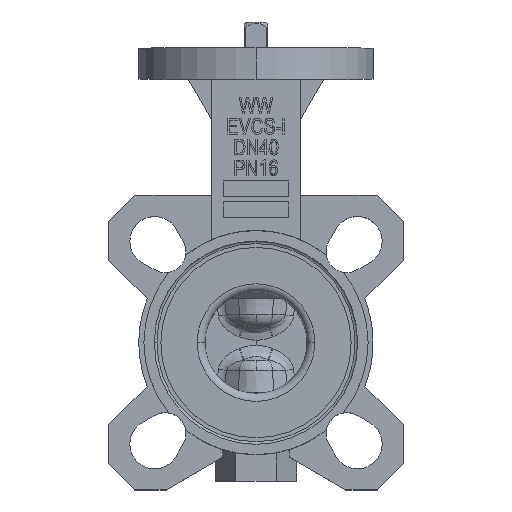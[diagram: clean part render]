
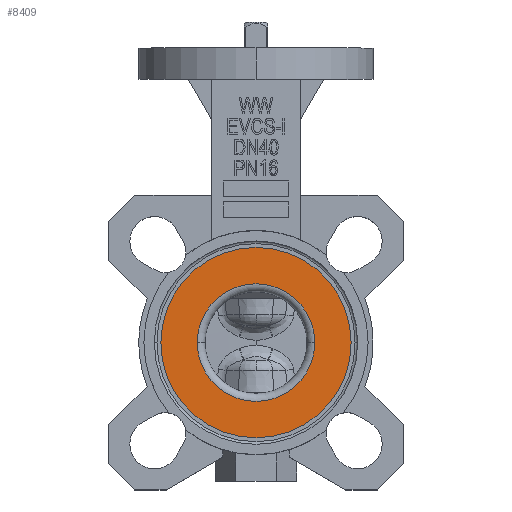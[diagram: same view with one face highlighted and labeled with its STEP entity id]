
A CAD part, top view. The second image highlights one B-rep face of the part: STEP entity #8409.
In plain terms, the highlighted planar face has unit normal (0, 0, 1).
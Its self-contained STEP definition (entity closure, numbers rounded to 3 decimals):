
#1055 = CIRCLE ( 'NONE', #19148, 22.55 ) ;
#1319 = EDGE_CURVE ( 'NONE', #3043, #4741, #3524, .T. ) ;
#1511 = CARTESIAN_POINT ( 'NONE',  ( 0., 0., 17.5 ) ) ;
#1703 = CARTESIAN_POINT ( 'NONE',  ( 36.5, 0., 17.5 ) ) ;
#1852 = AXIS2_PLACEMENT_3D ( 'NONE', #8165, #13814, #2623 ) ;
#2275 = ORIENTED_EDGE ( 'NONE', *, *, #4939, .T. ) ;
#2370 = ORIENTED_EDGE ( 'NONE', *, *, #1319, .F. ) ;
#2479 = PLANE ( 'NONE',  #8140 ) ;
#2610 = DIRECTION ( 'NONE',  ( 0., 0., 1. ) ) ;
#2623 = DIRECTION ( 'NONE',  ( 1., 0., 0. ) ) ;
#3043 = VERTEX_POINT ( 'NONE', #14069 ) ;
#3113 = EDGE_LOOP ( 'NONE', ( #2370, #8723 ) ) ;
#3505 = EDGE_CURVE ( 'NONE', #4741, #3043, #1055, .T. ) ;
#3524 = CIRCLE ( 'NONE', #18503, 22.55 ) ;
#4499 = DIRECTION ( 'NONE',  ( 1., 0., 0. ) ) ;
#4741 = VERTEX_POINT ( 'NONE', #14957 ) ;
#4939 = EDGE_CURVE ( 'NONE', #17406, #5433, #6563, .T. ) ;
#5178 = CARTESIAN_POINT ( 'NONE',  ( -36.5, 0., 17.5 ) ) ;
#5429 = DIRECTION ( 'NONE',  ( 1., 0., 0. ) ) ;
#5433 = VERTEX_POINT ( 'NONE', #5178 ) ;
#5541 = DIRECTION ( 'NONE',  ( 1., 0., 0. ) ) ;
#6361 = ORIENTED_EDGE ( 'NONE', *, *, #7871, .T. ) ;
#6563 = CIRCLE ( 'NONE', #1852, 36.5 ) ;
#7365 = DIRECTION ( 'NONE',  ( 0., 0., 1. ) ) ;
#7871 = EDGE_CURVE ( 'NONE', #5433, #17406, #23515, .T. ) ;
#8140 = AXIS2_PLACEMENT_3D ( 'NONE', #15717, #12008, #21274 ) ;
#8165 = CARTESIAN_POINT ( 'NONE',  ( 0., 0., 17.5 ) ) ;
#8409 = ADVANCED_FACE ( 'NONE', ( #21055, #20479 ), #2479, .F. ) ;
#8723 = ORIENTED_EDGE ( 'NONE', *, *, #3505, .F. ) ;
#9076 = AXIS2_PLACEMENT_3D ( 'NONE', #19462, #2610, #4499 ) ;
#11061 = DIRECTION ( 'NONE',  ( 0., 0., 1. ) ) ;
#12008 = DIRECTION ( 'NONE',  ( 0., 0., -1. ) ) ;
#13814 = DIRECTION ( 'NONE',  ( 0., 0., 1. ) ) ;
#14069 = CARTESIAN_POINT ( 'NONE',  ( 22.55, 0., 17.5 ) ) ;
#14648 = CARTESIAN_POINT ( 'NONE',  ( 0., 0., 17.5 ) ) ;
#14957 = CARTESIAN_POINT ( 'NONE',  ( -22.55, 0., 17.5 ) ) ;
#15717 = CARTESIAN_POINT ( 'NONE',  ( 0., 22.55, 17.5 ) ) ;
#17406 = VERTEX_POINT ( 'NONE', #1703 ) ;
#18503 = AXIS2_PLACEMENT_3D ( 'NONE', #1511, #11061, #5541 ) ;
#19148 = AXIS2_PLACEMENT_3D ( 'NONE', #14648, #7365, #5429 ) ;
#19462 = CARTESIAN_POINT ( 'NONE',  ( 0., 0., 17.5 ) ) ;
#20479 = FACE_OUTER_BOUND ( 'NONE', #21104, .T. ) ;
#21055 = FACE_BOUND ( 'NONE', #3113, .T. ) ;
#21104 = EDGE_LOOP ( 'NONE', ( #2275, #6361 ) ) ;
#21274 = DIRECTION ( 'NONE',  ( -1., 0., 0. ) ) ;
#23515 = CIRCLE ( 'NONE', #9076, 36.5 ) ;
